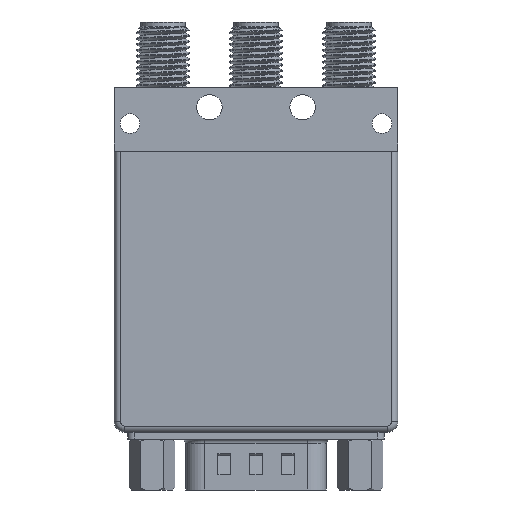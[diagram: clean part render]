
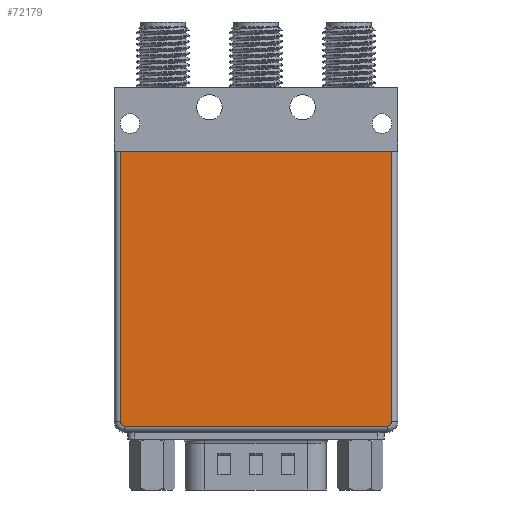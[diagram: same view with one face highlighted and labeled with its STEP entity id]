
A CAD part, front view. The second image highlights one B-rep face of the part: STEP entity #72179.
In plain terms, the highlighted planar face has unit normal (0, -1, 0).
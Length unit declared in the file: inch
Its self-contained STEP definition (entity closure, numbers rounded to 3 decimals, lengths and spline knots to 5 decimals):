
#169 = ORIENTED_EDGE ( 'NONE', *, *, #9098, .T. ) ;
#5109 = FACE_OUTER_BOUND ( 'NONE', #6359, .T. ) ;
#6359 = EDGE_LOOP ( 'NONE', ( #48780, #29597, #42914, #9064, #169, #66507 ) ) ;
#6831 = DIRECTION ( 'NONE',  ( 0., 0., -1. ) ) ;
#9064 = ORIENTED_EDGE ( 'NONE', *, *, #35011, .T. ) ;
#9098 = EDGE_CURVE ( 'NONE', #25985, #74627, #20013, .T. ) ;
#10849 = CARTESIAN_POINT ( 'NONE',  ( -0.64, -0.26, 0.515 ) ) ;
#12574 = AXIS2_PLACEMENT_3D ( 'NONE', #48777, #66207, #73835 ) ;
#13035 = CARTESIAN_POINT ( 'NONE',  ( -0.62, -0.26, -0.765 ) ) ;
#13236 = CIRCLE ( 'NONE', #56571, 0.02 ) ;
#14104 = EDGE_CURVE ( 'NONE', #74627, #22649, #45227, .T. ) ;
#14790 = VECTOR ( 'NONE', #50656, 39.37008 ) ;
#20013 = CIRCLE ( 'NONE', #12574, 0.02 ) ;
#22649 = VERTEX_POINT ( 'NONE', #23582 ) ;
#23582 = CARTESIAN_POINT ( 'NONE',  ( 0.64, -0.26, 0.515 ) ) ;
#24010 = DIRECTION ( 'NONE',  ( -1., 0., 0. ) ) ;
#25985 = VERTEX_POINT ( 'NONE', #26013 ) ;
#26013 = CARTESIAN_POINT ( 'NONE',  ( 0.62, -0.26, -0.785 ) ) ;
#26905 = CARTESIAN_POINT ( 'NONE',  ( 0.64, -0.26, 0.515 ) ) ;
#29081 = PLANE ( 'NONE',  #70160 ) ;
#29597 = ORIENTED_EDGE ( 'NONE', *, *, #50947, .T. ) ;
#29763 = CARTESIAN_POINT ( 'NONE',  ( 0.62, -0.26, -0.785 ) ) ;
#30524 = CARTESIAN_POINT ( 'NONE',  ( 0.64, -0.26, -0.765 ) ) ;
#31354 = VECTOR ( 'NONE', #34815, 39.37008 ) ;
#32371 = CARTESIAN_POINT ( 'NONE',  ( -0.64, -0.26, -0.765 ) ) ;
#34815 = DIRECTION ( 'NONE',  ( 1., 0., 0. ) ) ;
#35011 = EDGE_CURVE ( 'NONE', #38068, #25985, #52723, .T. ) ;
#38068 = VERTEX_POINT ( 'NONE', #67048 ) ;
#38612 = CARTESIAN_POINT ( 'NONE',  ( -0.64, -0.26, -0.765 ) ) ;
#42914 = ORIENTED_EDGE ( 'NONE', *, *, #72851, .T. ) ;
#44442 = LINE ( 'NONE', #38612, #48883 ) ;
#44502 = VECTOR ( 'NONE', #24010, 39.37008 ) ;
#45227 = LINE ( 'NONE', #26905, #14790 ) ;
#46620 = DIRECTION ( 'NONE',  ( 0., -1., 0. ) ) ;
#48110 = CARTESIAN_POINT ( 'NONE',  ( 0., -0.26, 0.515 ) ) ;
#48777 = CARTESIAN_POINT ( 'NONE',  ( 0.62, -0.26, -0.765 ) ) ;
#48780 = ORIENTED_EDGE ( 'NONE', *, *, #69358, .T. ) ;
#48883 = VECTOR ( 'NONE', #56807, 39.37008 ) ;
#50656 = DIRECTION ( 'NONE',  ( 0., 0., 1. ) ) ;
#50947 = EDGE_CURVE ( 'NONE', #51224, #57489, #44442, .T. ) ;
#51224 = VERTEX_POINT ( 'NONE', #10849 ) ;
#52723 = LINE ( 'NONE', #29763, #31354 ) ;
#53194 = DIRECTION ( 'NONE',  ( 0., 0., -1. ) ) ;
#56571 = AXIS2_PLACEMENT_3D ( 'NONE', #13035, #59169, #6831 ) ;
#56807 = DIRECTION ( 'NONE',  ( 0., 0., -1. ) ) ;
#57489 = VERTEX_POINT ( 'NONE', #32371 ) ;
#58974 = CARTESIAN_POINT ( 'NONE',  ( 0., -0.26, 0. ) ) ;
#59169 = DIRECTION ( 'NONE',  ( 0., -1., 0. ) ) ;
#60859 = LINE ( 'NONE', #48110, #44502 ) ;
#66207 = DIRECTION ( 'NONE',  ( 0., -1., 0. ) ) ;
#66507 = ORIENTED_EDGE ( 'NONE', *, *, #14104, .T. ) ;
#67048 = CARTESIAN_POINT ( 'NONE',  ( -0.62, -0.26, -0.785 ) ) ;
#69358 = EDGE_CURVE ( 'NONE', #22649, #51224, #60859, .T. ) ;
#70160 = AXIS2_PLACEMENT_3D ( 'NONE', #58974, #46620, #53194 ) ;
#72179 = ADVANCED_FACE ( 'NONE', ( #5109 ), #29081, .T. ) ;
#72851 = EDGE_CURVE ( 'NONE', #57489, #38068, #13236, .T. ) ;
#73835 = DIRECTION ( 'NONE',  ( 0., 0., -1. ) ) ;
#74627 = VERTEX_POINT ( 'NONE', #30524 ) ;
